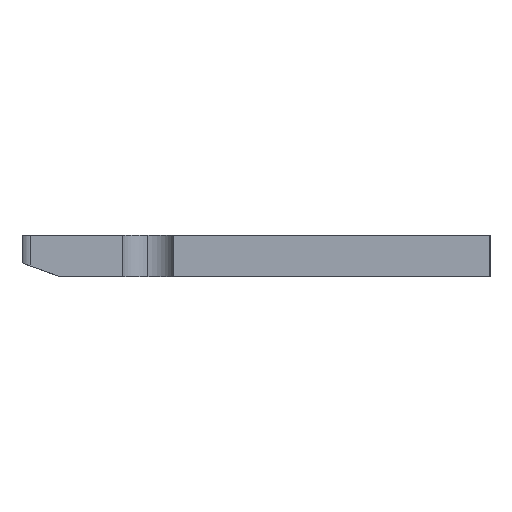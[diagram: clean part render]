
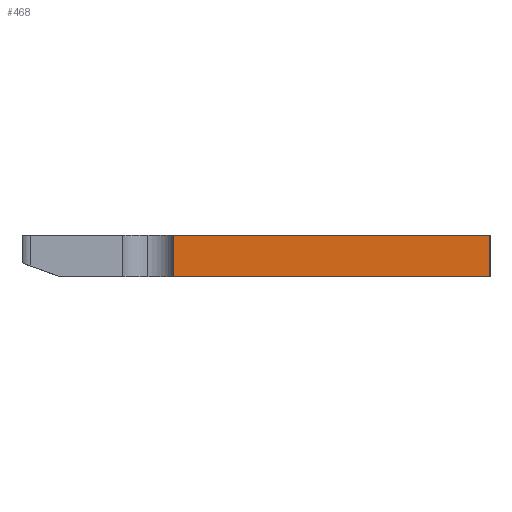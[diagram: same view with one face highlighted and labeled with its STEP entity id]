
A CAD part, left-side view. The second image highlights one B-rep face of the part: STEP entity #468.
In plain terms, the highlighted planar face has unit normal (-1, 0, 0).
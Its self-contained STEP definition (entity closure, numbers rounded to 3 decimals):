
#59 = EDGE_CURVE ( 'NONE', #943, #64, #926, .T. ) ;
#64 = VERTEX_POINT ( 'NONE', #992 ) ;
#88 = DIRECTION ( 'NONE',  ( -1., 0., 0. ) ) ;
#116 = EDGE_CURVE ( 'NONE', #1061, #1030, #534, .T. ) ;
#164 = CARTESIAN_POINT ( 'NONE',  ( -62.5, 58., -8. ) ) ;
#180 = DIRECTION ( 'NONE',  ( 0., -1., 0. ) ) ;
#183 = CARTESIAN_POINT ( 'NONE',  ( -62.5, 0.45, -7.8 ) ) ;
#192 = VECTOR ( 'NONE', #916, 1000. ) ;
#256 = CARTESIAN_POINT ( 'NONE',  ( -62.5, 0.45, -0.2 ) ) ;
#341 = DIRECTION ( 'NONE',  ( 0., 0., -1. ) ) ;
#363 = DIRECTION ( 'NONE',  ( 0., 1., 0. ) ) ;
#419 = EDGE_CURVE ( 'NONE', #64, #1061, #648, .T. ) ;
#468 = ADVANCED_FACE ( 'NONE', ( #732 ), #913, .T. ) ;
#469 = VECTOR ( 'NONE', #363, 1000. ) ;
#534 = LINE ( 'NONE', #1090, #1162 ) ;
#541 = ORIENTED_EDGE ( 'NONE', *, *, #59, .T. ) ;
#585 = AXIS2_PLACEMENT_3D ( 'NONE', #1101, #88, #817 ) ;
#648 = LINE ( 'NONE', #164, #983 ) ;
#654 = ORIENTED_EDGE ( 'NONE', *, *, #116, .T. ) ;
#665 = ORIENTED_EDGE ( 'NONE', *, *, #1014, .T. ) ;
#677 = LINE ( 'NONE', #729, #192 ) ;
#729 = CARTESIAN_POINT ( 'NONE',  ( -62.5, 0.45, -8. ) ) ;
#732 = FACE_OUTER_BOUND ( 'NONE', #1135, .T. ) ;
#800 = CARTESIAN_POINT ( 'NONE',  ( -62.5, 0.45, -0.2 ) ) ;
#817 = DIRECTION ( 'NONE',  ( 0., 0., 1. ) ) ;
#818 = CARTESIAN_POINT ( 'NONE',  ( -62.5, 58., -7.8 ) ) ;
#913 = PLANE ( 'NONE',  #585 ) ;
#916 = DIRECTION ( 'NONE',  ( 0., 0., 1. ) ) ;
#926 = LINE ( 'NONE', #256, #469 ) ;
#943 = VERTEX_POINT ( 'NONE', #800 ) ;
#983 = VECTOR ( 'NONE', #341, 1000. ) ;
#992 = CARTESIAN_POINT ( 'NONE',  ( -62.5, 58., -0.2 ) ) ;
#1014 = EDGE_CURVE ( 'NONE', #1030, #943, #677, .T. ) ;
#1030 = VERTEX_POINT ( 'NONE', #183 ) ;
#1061 = VERTEX_POINT ( 'NONE', #818 ) ;
#1090 = CARTESIAN_POINT ( 'NONE',  ( -62.5, 83.9, -7.8 ) ) ;
#1101 = CARTESIAN_POINT ( 'NONE',  ( -62.5, 83.9, -8. ) ) ;
#1123 = ORIENTED_EDGE ( 'NONE', *, *, #419, .T. ) ;
#1135 = EDGE_LOOP ( 'NONE', ( #654, #665, #541, #1123 ) ) ;
#1162 = VECTOR ( 'NONE', #180, 1000. ) ;
